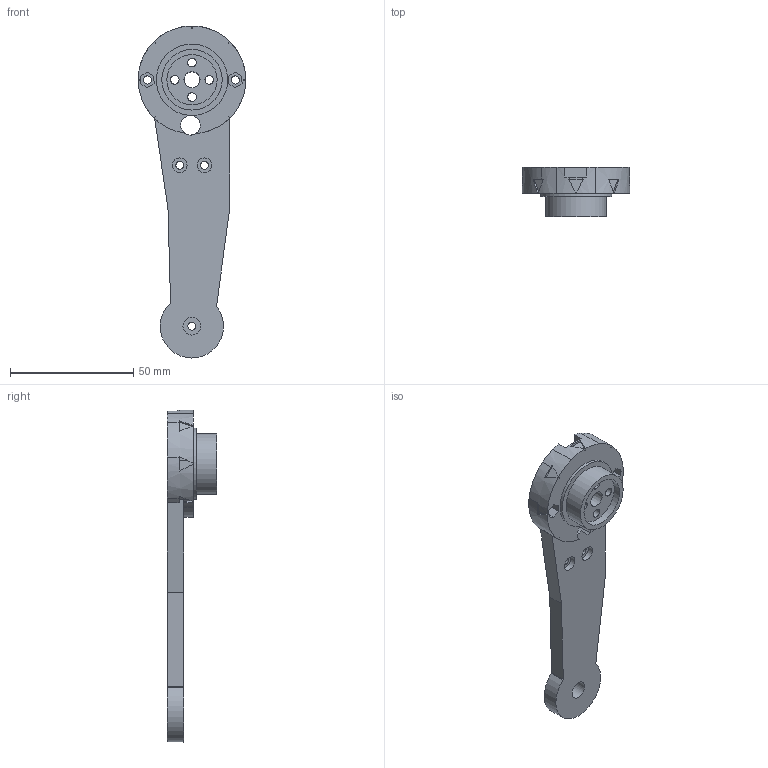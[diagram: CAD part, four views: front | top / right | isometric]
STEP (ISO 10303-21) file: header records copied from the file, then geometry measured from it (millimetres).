
FILE_DESCRIPTION(/* description */ (''),/* implementation_level */ '2;1');
FILE_NAME(/* name */ 'femur_r_a.step',/* time_stamp */ '2024-04-21T16:13:55+02:00',/* author */ (''),/* organization */ (''),/* preprocessor_version */ 'ST-DEVELOPER v20',/* originating_system */ 'Autodesk Translation Framework v12.20.1.177',/* authorisation */ '');
FILE_SCHEMA (('AUTOMOTIVE_DESIGN { 1 0 10303 214 3 1 1 }'));
Length unit declared in the file: millimetre
Products named in the file (1): femur_r_a
Bounding box: 43.65 x 20.09 x 134.7 mm (x, y, z)
Surface area: 13046.2 mm2 (no closed solid volume)
Topology: 0 solids, 1 shells, 124 faces, 346 edges, 231 vertices
Faces by surface type: plane 76, cone 27, cylinder 21
Full cylindrical faces by diameter (mm): 3.2 x2, 3.5 x1, 6 x2, 6.26 x2, 7.2 x1, 20.402 x1, 24.541 x1
Entity records: 4215 total; most frequent: CARTESIAN_POINT 869, DIRECTION 701, ORIENTED_EDGE 686, EDGE_CURVE 346, AXIS2_PLACEMENT_3D 256, VERTEX_POINT 231, LINE 189, VECTOR 189
